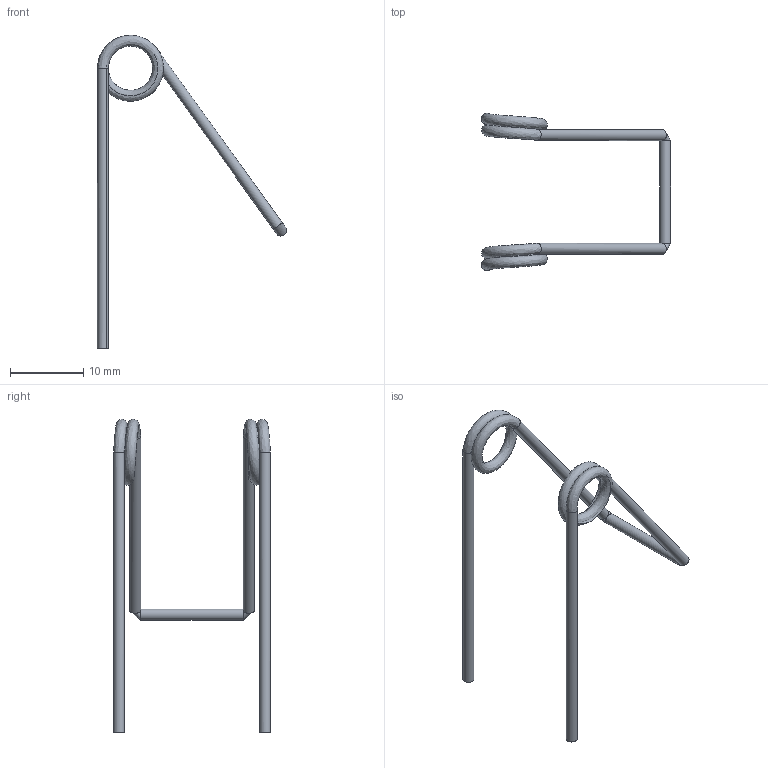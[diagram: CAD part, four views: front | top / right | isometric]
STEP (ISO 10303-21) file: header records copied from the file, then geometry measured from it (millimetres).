
FILE_DESCRIPTION(/* description */ ('STEP AP242','CAx-IF Rec.Pracs.---Representation and Presentation of Product Manufacturing Information (PMI)---4.0---2014-10-13','CAx-IF Rec.Pracs.---3D Tessellated Geometry---0.4---2014-09-14','2;1'),/* implementation_level */ '2;1');
FILE_NAME(/* name */ '6755fff9aebe490a25a8a0b1',/* time_stamp */ '2024-12-08T20:22:23Z',/* author */ (''),/* organization */ (''),/* preprocessor_version */ 'ST-DEVELOPER v20',/* originating_system */ 'ONSHAPE BY PTC INC, 1.190',/* authorisation */ ' ');
FILE_SCHEMA (('AP242_MANAGED_MODEL_BASED_3D_ENGINEERING_MIM_LF { 1 0 10303 442 1 1 4 }'));
Length unit declared in the file: metre
Products named in the file (3): hook spring; Surface 1; Curve 1
Bounding box: 25.77 x 21.4 x 42.73 mm (x, y, z)
Volume: 383.8 mm3; surface area: 1079.3 mm2
Topology: 1 solids, 2 shells, 12 faces, 32 edges, 19 vertices
Faces by surface type: cylinder 6, torus 2, bspline 2, plane 2
Full cylindrical faces by diameter (mm): 1.5 x5, 7.5 x1
Entity records: 733 total; most frequent: CARTESIAN_POINT 442, DIRECTION 50, ORIENTED_EDGE 26, AXIS2_PLACEMENT_3D 25, EDGE_LOOP 24, FACE_BOUND 24, EDGE_CURVE 14, VERTEX_POINT 12
